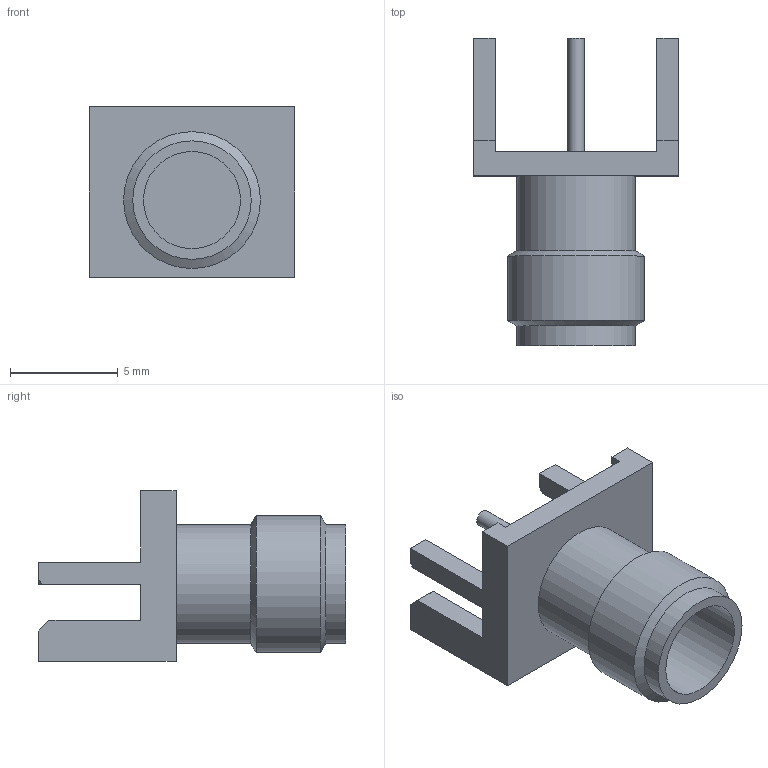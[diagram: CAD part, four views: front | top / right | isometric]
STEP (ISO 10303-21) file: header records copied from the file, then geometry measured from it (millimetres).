
FILE_DESCRIPTION(/* description */ (''),/* implementation_level */ '2;1');
FILE_NAME(/* name */ '4f3001f0-6ae5-4d35-bc1f-dd52b1cf7360.stp',/* time_stamp */ '2019-01-30T12:11:59+00:00',/* author */ (''),/* organization */ (''),/* preprocessor_version */ 'ST-DEVELOPER v17.2',/* originating_system */ 'Autodesk Translation Framework v7.6.0.251',/* authorisation */ '');
FILE_SCHEMA (('AUTOMOTIVE_DESIGN { 1 0 10303 214 3 1 1 }'));
Length unit declared in the file: millimetre
Products named in the file (2): SMA_Board_Edge_Molex_732511150; Connect
Assembly tree (1 placements, depth 2):
  SMA_Board_Edge_Molex_732511150
    Connect
Bounding box: 9.53 x 14.28 x 7.93 mm (x, y, z)
Volume: 211.9 mm3; surface area: 580.1 mm2
Topology: 1 solids, 1 shells, 36 faces, 99 edges, 68 vertices
Faces by surface type: plane 29, cylinder 5, cone 2
Full cylindrical faces by diameter (mm): 0.75 x1, 4.506 x1, 5.5 x2, 6.35 x1
Entity records: 1211 total; most frequent: CARTESIAN_POINT 206, ORIENTED_EDGE 198, DIRECTION 197, EDGE_CURVE 99, LINE 79, VECTOR 79, VERTEX_POINT 68, AXIS2_PLACEMENT_3D 59
